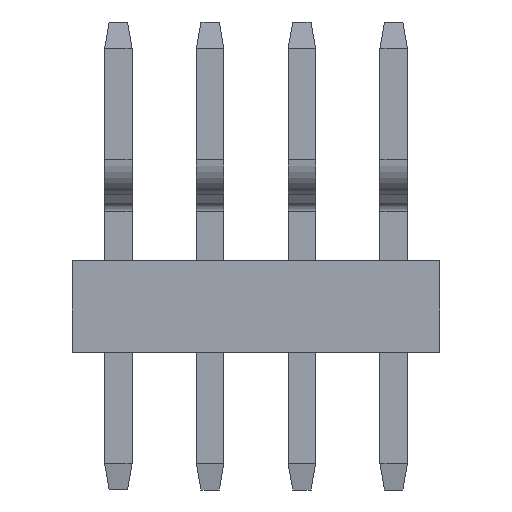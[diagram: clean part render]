
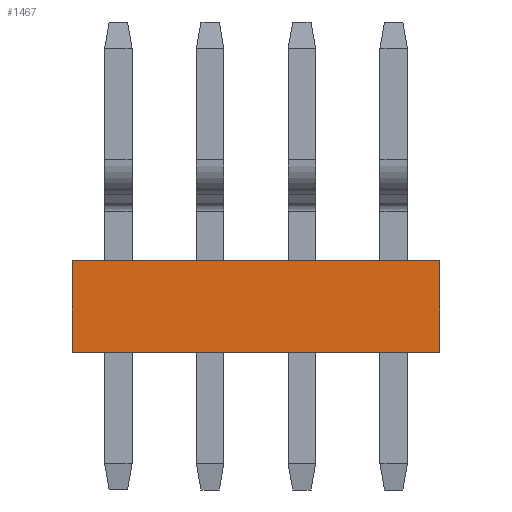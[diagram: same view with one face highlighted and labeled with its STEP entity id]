
A CAD part, front view. The second image highlights one B-rep face of the part: STEP entity #1467.
In plain terms, the highlighted planar face has unit normal (0, -1, 0).
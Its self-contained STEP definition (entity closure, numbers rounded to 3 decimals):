
#38 = EDGE_CURVE ( 'NONE', #591, #1264, #1398, .T. ) ;
#58 = ORIENTED_EDGE ( 'NONE', *, *, #592, .F. ) ;
#135 = CARTESIAN_POINT ( 'NONE',  ( -2., 0., -0.5 ) ) ;
#191 = PLANE ( 'NONE',  #872 ) ;
#242 = VERTEX_POINT ( 'NONE', #920 ) ;
#298 = FACE_OUTER_BOUND ( 'NONE', #800, .T. ) ;
#299 = CARTESIAN_POINT ( 'NONE',  ( -2., 0., 0.5 ) ) ;
#303 = DIRECTION ( 'NONE',  ( 0., 0., -1. ) ) ;
#356 = VERTEX_POINT ( 'NONE', #648 ) ;
#376 = CARTESIAN_POINT ( 'NONE',  ( 2., 0., -0.5 ) ) ;
#387 = DIRECTION ( 'NONE',  ( 0., 0., 1. ) ) ;
#484 = DIRECTION ( 'NONE',  ( -1., 0., 0. ) ) ;
#571 = ORIENTED_EDGE ( 'NONE', *, *, #1076, .F. ) ;
#590 = CARTESIAN_POINT ( 'NONE',  ( 2., 0., 0.5 ) ) ;
#591 = VERTEX_POINT ( 'NONE', #376 ) ;
#592 = EDGE_CURVE ( 'NONE', #1264, #242, #714, .T. ) ;
#641 = LINE ( 'NONE', #299, #1011 ) ;
#648 = CARTESIAN_POINT ( 'NONE',  ( 2., 0., 0.5 ) ) ;
#714 = LINE ( 'NONE', #1157, #1373 ) ;
#732 = DIRECTION ( 'NONE',  ( 1., 0., 0. ) ) ;
#751 = VECTOR ( 'NONE', #303, 1000. ) ;
#760 = CARTESIAN_POINT ( 'NONE',  ( 0., 0., 0. ) ) ;
#767 = DIRECTION ( 'NONE',  ( 0., 0., 1. ) ) ;
#800 = EDGE_LOOP ( 'NONE', ( #571, #888, #58, #1258 ) ) ;
#836 = EDGE_CURVE ( 'NONE', #242, #356, #641, .T. ) ;
#851 = LINE ( 'NONE', #590, #751 ) ;
#872 = AXIS2_PLACEMENT_3D ( 'NONE', #760, #1108, #767 ) ;
#888 = ORIENTED_EDGE ( 'NONE', *, *, #836, .F. ) ;
#920 = CARTESIAN_POINT ( 'NONE',  ( -2., 0., 0.5 ) ) ;
#1011 = VECTOR ( 'NONE', #732, 1000. ) ;
#1015 = VECTOR ( 'NONE', #484, 1000. ) ;
#1076 = EDGE_CURVE ( 'NONE', #356, #591, #851, .T. ) ;
#1108 = DIRECTION ( 'NONE',  ( 0., 1., 0. ) ) ;
#1157 = CARTESIAN_POINT ( 'NONE',  ( -2., 0., -0.5 ) ) ;
#1168 = CARTESIAN_POINT ( 'NONE',  ( 2., 0., -0.5 ) ) ;
#1258 = ORIENTED_EDGE ( 'NONE', *, *, #38, .F. ) ;
#1264 = VERTEX_POINT ( 'NONE', #135 ) ;
#1373 = VECTOR ( 'NONE', #387, 1000. ) ;
#1398 = LINE ( 'NONE', #1168, #1015 ) ;
#1467 = ADVANCED_FACE ( 'NONE', ( #298 ), #191, .F. ) ;
